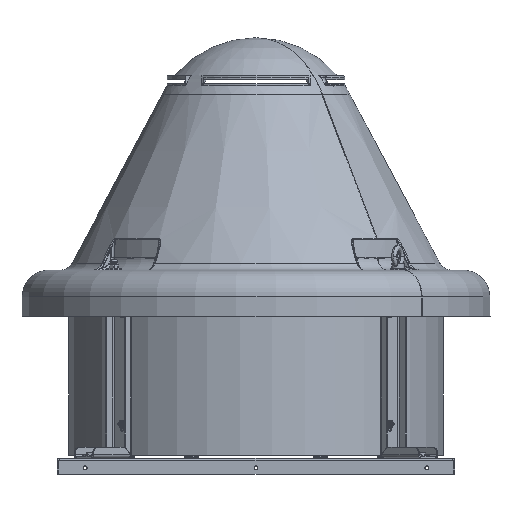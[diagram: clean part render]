
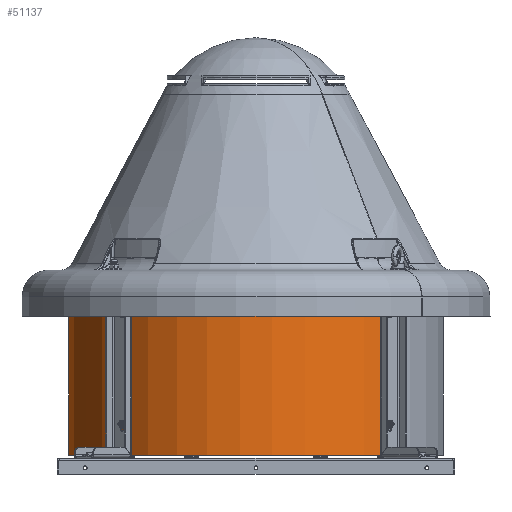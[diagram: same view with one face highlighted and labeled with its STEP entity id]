
A CAD part, left-side view. The second image highlights one B-rep face of the part: STEP entity #51137.
In plain terms, the highlighted cylindrical face has radius 440 mm (diameter 880 mm), a partial arc.
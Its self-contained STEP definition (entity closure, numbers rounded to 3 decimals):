
#8310 = VERTEX_POINT ( 'NONE', #40363 ) ;
#9032 = VECTOR ( 'NONE', #19398, 1000. ) ;
#9976 = EDGE_CURVE ( 'NONE', #48382, #21590, #41388, .T. ) ;
#10255 = ORIENTED_EDGE ( 'NONE', *, *, #43953, .F. ) ;
#12406 = CARTESIAN_POINT ( 'NONE',  ( 0., 0., 405. ) ) ;
#13920 = AXIS2_PLACEMENT_3D ( 'NONE', #31547, #19090, #44768 ) ;
#16646 = VERTEX_POINT ( 'NONE', #25809 ) ;
#19090 = DIRECTION ( 'NONE',  ( 0., 0., -1. ) ) ;
#19398 = DIRECTION ( 'NONE',  ( 0., 0., -1. ) ) ;
#19473 = EDGE_CURVE ( 'NONE', #8310, #16646, #49954, .T. ) ;
#19896 = CIRCLE ( 'NONE', #45167, 440. ) ;
#20761 = ORIENTED_EDGE ( 'NONE', *, *, #19473, .F. ) ;
#21590 = VERTEX_POINT ( 'NONE', #30246 ) ;
#23479 = DIRECTION ( 'NONE',  ( 0., 0., -1. ) ) ;
#23934 = EDGE_LOOP ( 'NONE', ( #10255, #23988, #54446, #20761 ) ) ;
#23988 = ORIENTED_EDGE ( 'NONE', *, *, #9976, .T. ) ;
#24125 = AXIS2_PLACEMENT_3D ( 'NONE', #12406, #25374, #42596 ) ;
#25374 = DIRECTION ( 'NONE',  ( 0., 0., 1. ) ) ;
#25809 = CARTESIAN_POINT ( 'NONE',  ( -440., 0., 0. ) ) ;
#30246 = CARTESIAN_POINT ( 'NONE',  ( 440., 0., 0. ) ) ;
#31547 = CARTESIAN_POINT ( 'NONE',  ( 0., 0., 405. ) ) ;
#40363 = CARTESIAN_POINT ( 'NONE',  ( -440., 0., 405. ) ) ;
#41388 = LINE ( 'NONE', #45255, #9032 ) ;
#42596 = DIRECTION ( 'NONE',  ( 1., 0., 0. ) ) ;
#42928 = DIRECTION ( 'NONE',  ( 1., 0., 0. ) ) ;
#43125 = CARTESIAN_POINT ( 'NONE',  ( 0., 0., 0. ) ) ;
#43489 = DIRECTION ( 'NONE',  ( 0., 0., 1. ) ) ;
#43953 = EDGE_CURVE ( 'NONE', #48382, #8310, #51017, .T. ) ;
#44768 = DIRECTION ( 'NONE',  ( -1., 0., 0. ) ) ;
#45167 = AXIS2_PLACEMENT_3D ( 'NONE', #43125, #43489, #42928 ) ;
#45255 = CARTESIAN_POINT ( 'NONE',  ( 440., 0., 405. ) ) ;
#45259 = VECTOR ( 'NONE', #23479, 1000. ) ;
#47227 = CARTESIAN_POINT ( 'NONE',  ( 440., 0., 405. ) ) ;
#47269 = CYLINDRICAL_SURFACE ( 'NONE', #13920, 440. ) ;
#48382 = VERTEX_POINT ( 'NONE', #47227 ) ;
#49900 = CARTESIAN_POINT ( 'NONE',  ( -440., 0., 405. ) ) ;
#49954 = LINE ( 'NONE', #49900, #45259 ) ;
#51017 = CIRCLE ( 'NONE', #24125, 440. ) ;
#51137 = ADVANCED_FACE ( 'NONE', ( #54627 ), #47269, .T. ) ;
#54446 = ORIENTED_EDGE ( 'NONE', *, *, #55504, .T. ) ;
#54627 = FACE_OUTER_BOUND ( 'NONE', #23934, .T. ) ;
#55504 = EDGE_CURVE ( 'NONE', #21590, #16646, #19896, .T. ) ;
